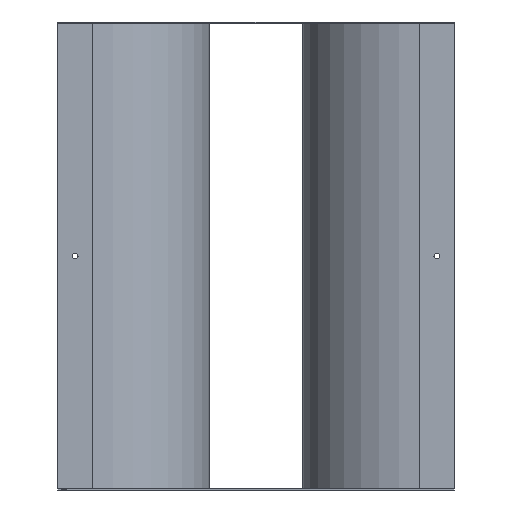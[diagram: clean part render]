
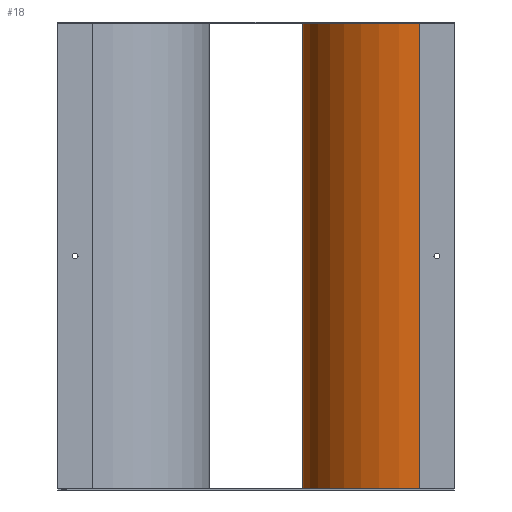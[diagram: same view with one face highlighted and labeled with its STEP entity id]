
A CAD part, front view. The second image highlights one B-rep face of the part: STEP entity #18.
In plain terms, the highlighted cylindrical face has radius 100 mm (diameter 200 mm), a partial arc.
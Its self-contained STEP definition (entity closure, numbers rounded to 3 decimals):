
#3 = DIRECTION ( 'NONE',  ( -1., 0., 0. ) ) ;
#4 = DIRECTION ( 'NONE',  ( 0., 0., -1. ) ) ;
#18 = ADVANCED_FACE ( 'NONE', ( #1486 ), #1498, .T. ) ;
#42 = AXIS2_PLACEMENT_3D ( 'NONE', #1896, #1895, #1894 ) ;
#81 = AXIS2_PLACEMENT_3D ( 'NONE', #1607, #1608, #1616 ) ;
#96 = EDGE_CURVE ( 'NONE', #523, #1051, #1521, .T. ) ;
#114 = EDGE_CURVE ( 'NONE', #503, #500, #1557, .T. ) ;
#179 = EDGE_CURVE ( 'NONE', #500, #1051, #815, .T. ) ;
#227 = AXIS2_PLACEMENT_3D ( 'NONE', #1605, #4, #3 ) ;
#265 = EDGE_CURVE ( 'NONE', #503, #523, #610, .T. ) ;
#500 = VERTEX_POINT ( 'NONE', #1235 ) ;
#503 = VERTEX_POINT ( 'NONE', #1238 ) ;
#523 = VERTEX_POINT ( 'NONE', #1258 ) ;
#610 = CIRCLE ( 'NONE', #227, 100. ) ;
#815 = CIRCLE ( 'NONE', #42, 100. ) ;
#1051 = VERTEX_POINT ( 'NONE', #1263 ) ;
#1140 = ORIENTED_EDGE ( 'NONE', *, *, #96, .F. ) ;
#1141 = ORIENTED_EDGE ( 'NONE', *, *, #265, .F. ) ;
#1142 = ORIENTED_EDGE ( 'NONE', *, *, #114, .T. ) ;
#1143 = ORIENTED_EDGE ( 'NONE', *, *, #179, .T. ) ;
#1235 = CARTESIAN_POINT ( 'NONE',  ( 140., 39., 0. ) ) ;
#1238 = CARTESIAN_POINT ( 'NONE',  ( 140., 39., -399. ) ) ;
#1258 = CARTESIAN_POINT ( 'NONE',  ( 40., 139., -399. ) ) ;
#1263 = CARTESIAN_POINT ( 'NONE',  ( 40., 139., 0. ) ) ;
#1471 = EDGE_LOOP ( 'NONE', ( #1140, #1141, #1142, #1143 ) ) ;
#1486 = FACE_OUTER_BOUND ( 'NONE', #1471, .T. ) ;
#1498 = CYLINDRICAL_SURFACE ( 'NONE', #81, 100. ) ;
#1521 = LINE ( 'NONE', #1814, #1527 ) ;
#1527 = VECTOR ( 'NONE', #1815, 1000. ) ;
#1557 = LINE ( 'NONE', #1769, #1559 ) ;
#1559 = VECTOR ( 'NONE', #1863, 1000. ) ;
#1605 = CARTESIAN_POINT ( 'NONE',  ( 140., 139., -399. ) ) ;
#1607 = CARTESIAN_POINT ( 'NONE',  ( 140., 139., -400. ) ) ;
#1608 = DIRECTION ( 'NONE',  ( 0., 0., 1. ) ) ;
#1616 = DIRECTION ( 'NONE',  ( 1., 0., 0. ) ) ;
#1769 = CARTESIAN_POINT ( 'NONE',  ( 140., 39., -400. ) ) ;
#1814 = CARTESIAN_POINT ( 'NONE',  ( 40., 139., -400. ) ) ;
#1815 = DIRECTION ( 'NONE',  ( 0., 0., 1. ) ) ;
#1863 = DIRECTION ( 'NONE',  ( 0., 0., 1. ) ) ;
#1894 = DIRECTION ( 'NONE',  ( -1., 0., 0. ) ) ;
#1895 = DIRECTION ( 'NONE',  ( 0., 0., -1. ) ) ;
#1896 = CARTESIAN_POINT ( 'NONE',  ( 140., 139., 0. ) ) ;
